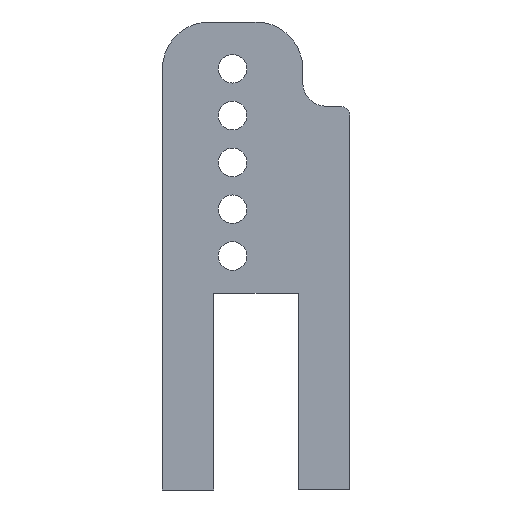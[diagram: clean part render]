
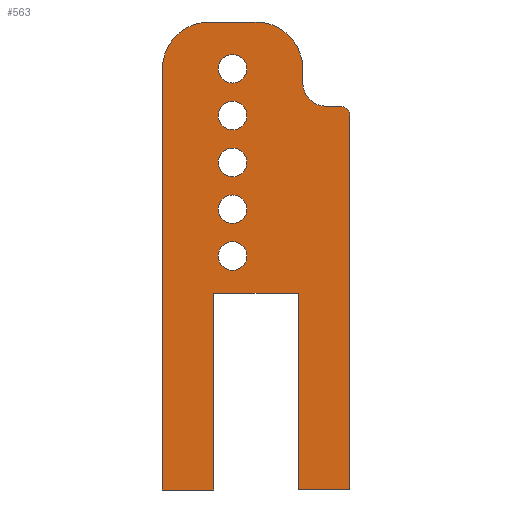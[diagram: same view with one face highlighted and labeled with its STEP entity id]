
A CAD part, front view. The second image highlights one B-rep face of the part: STEP entity #563.
In plain terms, the highlighted planar face has unit normal (0, -1, 0).
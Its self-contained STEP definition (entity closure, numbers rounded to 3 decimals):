
#28=FACE_BOUND('',#72,.T.);
#29=FACE_BOUND('',#73,.T.);
#30=FACE_BOUND('',#74,.T.);
#31=FACE_BOUND('',#75,.T.);
#32=FACE_BOUND('',#76,.T.);
#42=FACE_OUTER_BOUND('',#71,.T.);
#71=EDGE_LOOP('',(#385,#386,#387,#388,#389,#390,#391,#392,#393,#394,#395,
#396,#397,#398));
#72=EDGE_LOOP('',(#399));
#73=EDGE_LOOP('',(#400));
#74=EDGE_LOOP('',(#401));
#75=EDGE_LOOP('',(#402));
#76=EDGE_LOOP('',(#403));
#114=CIRCLE('',#607,2.);
#115=CIRCLE('',#608,5.);
#116=CIRCLE('',#609,10.);
#117=CIRCLE('',#610,10.);
#118=CIRCLE('',#611,3.05);
#119=CIRCLE('',#612,3.05);
#120=CIRCLE('',#613,3.05);
#121=CIRCLE('',#614,3.05);
#122=CIRCLE('',#615,3.05);
#140=LINE('',#832,#195);
#141=LINE('',#834,#196);
#142=LINE('',#836,#197);
#143=LINE('',#838,#198);
#144=LINE('',#840,#199);
#145=LINE('',#844,#200);
#146=LINE('',#848,#201);
#147=LINE('',#852,#202);
#148=LINE('',#856,#203);
#149=LINE('',#857,#204);
#195=VECTOR('',#665,10.);
#196=VECTOR('',#666,10.);
#197=VECTOR('',#667,10.);
#198=VECTOR('',#668,10.);
#199=VECTOR('',#669,10.);
#200=VECTOR('',#672,10.);
#201=VECTOR('',#675,10.);
#202=VECTOR('',#678,10.);
#203=VECTOR('',#681,10.);
#204=VECTOR('',#682,10.);
#250=VERTEX_POINT('',#830);
#251=VERTEX_POINT('',#831);
#252=VERTEX_POINT('',#833);
#253=VERTEX_POINT('',#835);
#254=VERTEX_POINT('',#837);
#255=VERTEX_POINT('',#839);
#256=VERTEX_POINT('',#841);
#257=VERTEX_POINT('',#843);
#258=VERTEX_POINT('',#845);
#259=VERTEX_POINT('',#847);
#260=VERTEX_POINT('',#849);
#261=VERTEX_POINT('',#851);
#262=VERTEX_POINT('',#853);
#263=VERTEX_POINT('',#855);
#264=VERTEX_POINT('',#858);
#265=VERTEX_POINT('',#860);
#266=VERTEX_POINT('',#862);
#267=VERTEX_POINT('',#864);
#268=VERTEX_POINT('',#866);
#304=EDGE_CURVE('',#250,#251,#140,.T.);
#305=EDGE_CURVE('',#252,#250,#141,.T.);
#306=EDGE_CURVE('',#253,#252,#142,.T.);
#307=EDGE_CURVE('',#254,#253,#143,.T.);
#308=EDGE_CURVE('',#255,#254,#144,.T.);
#309=EDGE_CURVE('',#256,#255,#114,.T.);
#310=EDGE_CURVE('',#257,#256,#145,.T.);
#311=EDGE_CURVE('',#258,#257,#115,.T.);
#312=EDGE_CURVE('',#259,#258,#146,.T.);
#313=EDGE_CURVE('',#260,#259,#116,.T.);
#314=EDGE_CURVE('',#261,#260,#147,.T.);
#315=EDGE_CURVE('',#262,#261,#117,.T.);
#316=EDGE_CURVE('',#263,#262,#148,.T.);
#317=EDGE_CURVE('',#251,#263,#149,.T.);
#318=EDGE_CURVE('',#264,#264,#118,.T.);
#319=EDGE_CURVE('',#265,#265,#119,.T.);
#320=EDGE_CURVE('',#266,#266,#120,.T.);
#321=EDGE_CURVE('',#267,#267,#121,.T.);
#322=EDGE_CURVE('',#268,#268,#122,.T.);
#385=ORIENTED_EDGE('',*,*,#304,.F.);
#386=ORIENTED_EDGE('',*,*,#305,.F.);
#387=ORIENTED_EDGE('',*,*,#306,.F.);
#388=ORIENTED_EDGE('',*,*,#307,.F.);
#389=ORIENTED_EDGE('',*,*,#308,.F.);
#390=ORIENTED_EDGE('',*,*,#309,.F.);
#391=ORIENTED_EDGE('',*,*,#310,.F.);
#392=ORIENTED_EDGE('',*,*,#311,.F.);
#393=ORIENTED_EDGE('',*,*,#312,.F.);
#394=ORIENTED_EDGE('',*,*,#313,.F.);
#395=ORIENTED_EDGE('',*,*,#314,.F.);
#396=ORIENTED_EDGE('',*,*,#315,.F.);
#397=ORIENTED_EDGE('',*,*,#316,.F.);
#398=ORIENTED_EDGE('',*,*,#317,.F.);
#399=ORIENTED_EDGE('',*,*,#318,.F.);
#400=ORIENTED_EDGE('',*,*,#319,.F.);
#401=ORIENTED_EDGE('',*,*,#320,.F.);
#402=ORIENTED_EDGE('',*,*,#321,.F.);
#403=ORIENTED_EDGE('',*,*,#322,.F.);
#547=PLANE('',#606);
#563=ADVANCED_FACE('',(#42,#28,#29,#30,#31,#32),#547,.F.);
#606=AXIS2_PLACEMENT_3D('',#829,#663,#664);
#607=AXIS2_PLACEMENT_3D('',#842,#670,#671);
#608=AXIS2_PLACEMENT_3D('',#846,#673,#674);
#609=AXIS2_PLACEMENT_3D('',#850,#676,#677);
#610=AXIS2_PLACEMENT_3D('',#854,#679,#680);
#611=AXIS2_PLACEMENT_3D('',#859,#683,#684);
#612=AXIS2_PLACEMENT_3D('',#861,#685,#686);
#613=AXIS2_PLACEMENT_3D('',#863,#687,#688);
#614=AXIS2_PLACEMENT_3D('',#865,#689,#690);
#615=AXIS2_PLACEMENT_3D('',#867,#691,#692);
#663=DIRECTION('center_axis',(0.,1.,0.));
#664=DIRECTION('ref_axis',(0.,0.,1.));
#665=DIRECTION('',(0.,0.,-1.));
#666=DIRECTION('',(-1.,0.,0.));
#667=DIRECTION('',(0.,0.,1.));
#668=DIRECTION('',(-1.,0.,0.));
#669=DIRECTION('',(0.,0.,-1.));
#670=DIRECTION('center_axis',(0.,1.,0.));
#671=DIRECTION('ref_axis',(0.,0.,1.));
#672=DIRECTION('',(1.,0.,0.));
#673=DIRECTION('center_axis',(0.,-1.,0.));
#674=DIRECTION('ref_axis',(0.,0.,-1.));
#675=DIRECTION('',(0.,0.,-1.));
#676=DIRECTION('center_axis',(0.,1.,0.));
#677=DIRECTION('ref_axis',(1.,0.,0.));
#678=DIRECTION('',(1.,0.,0.));
#679=DIRECTION('center_axis',(0.,1.,0.));
#680=DIRECTION('ref_axis',(0.,0.,1.));
#681=DIRECTION('',(0.,0.,1.));
#682=DIRECTION('',(-1.,0.,0.));
#683=DIRECTION('center_axis',(0.,-1.,0.));
#684=DIRECTION('ref_axis',(1.,0.,0.));
#685=DIRECTION('center_axis',(0.,-1.,0.));
#686=DIRECTION('ref_axis',(1.,0.,0.));
#687=DIRECTION('center_axis',(0.,-1.,0.));
#688=DIRECTION('ref_axis',(1.,0.,0.));
#689=DIRECTION('center_axis',(0.,-1.,0.));
#690=DIRECTION('ref_axis',(1.,0.,0.));
#691=DIRECTION('center_axis',(0.,-1.,0.));
#692=DIRECTION('ref_axis',(1.,0.,0.));
#829=CARTESIAN_POINT('Origin',(9.5,-10.,2.5));
#830=CARTESIAN_POINT('',(11.,-10.,42.));
#831=CARTESIAN_POINT('',(11.,-10.,0.));
#832=CARTESIAN_POINT('',(11.,-10.,25.825));
#833=CARTESIAN_POINT('',(29.,-10.,42.));
#834=CARTESIAN_POINT('',(13.25,-10.,42.));
#835=CARTESIAN_POINT('',(29.,-10.,0.));
#836=CARTESIAN_POINT('',(29.,-10.,25.825));
#837=CARTESIAN_POINT('',(40.,-10.,0.));
#838=CARTESIAN_POINT('',(20.75,-10.,0.));
#839=CARTESIAN_POINT('',(40.,-10.,80.));
#840=CARTESIAN_POINT('',(40.,-10.,25.825));
#841=CARTESIAN_POINT('',(38.,-10.,82.));
#842=CARTESIAN_POINT('Origin',(38.,-10.,80.));
#843=CARTESIAN_POINT('',(35.,-10.,82.));
#844=CARTESIAN_POINT('',(22.25,-10.,82.));
#845=CARTESIAN_POINT('',(30.,-10.,87.));
#846=CARTESIAN_POINT('Origin',(35.,-10.,87.));
#847=CARTESIAN_POINT('',(30.,-10.,90.));
#848=CARTESIAN_POINT('',(30.,-10.,96.25));
#849=CARTESIAN_POINT('',(20.,-10.,100.));
#850=CARTESIAN_POINT('Origin',(20.,-10.,90.));
#851=CARTESIAN_POINT('',(10.,-10.,100.));
#852=CARTESIAN_POINT('',(12.88,-10.,100.));
#853=CARTESIAN_POINT('',(0.,-10.,90.));
#854=CARTESIAN_POINT('Origin',(10.,-10.,90.));
#855=CARTESIAN_POINT('',(0.,-10.,0.));
#856=CARTESIAN_POINT('',(0.,-10.,24.825));
#857=CARTESIAN_POINT('',(4.75,-10.,0.));
#858=CARTESIAN_POINT('',(11.95,-10.,90.));
#859=CARTESIAN_POINT('Origin',(15.,-10.,90.));
#860=CARTESIAN_POINT('',(11.95,-10.,70.));
#861=CARTESIAN_POINT('Origin',(15.,-10.,70.));
#862=CARTESIAN_POINT('',(11.95,-10.,80.));
#863=CARTESIAN_POINT('Origin',(15.,-10.,80.));
#864=CARTESIAN_POINT('',(11.95,-10.,60.));
#865=CARTESIAN_POINT('Origin',(15.,-10.,60.));
#866=CARTESIAN_POINT('',(11.95,-10.,50.));
#867=CARTESIAN_POINT('Origin',(15.,-10.,50.));
